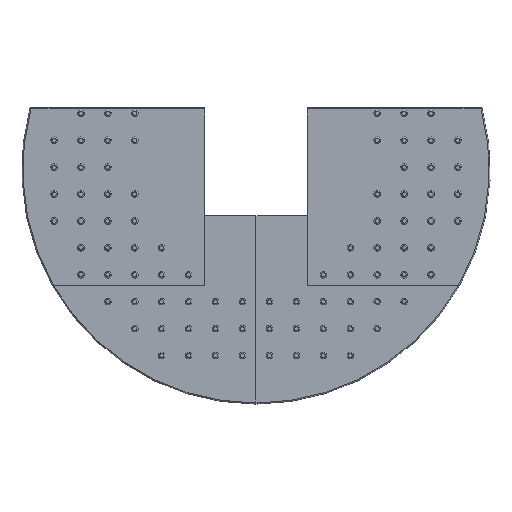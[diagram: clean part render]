
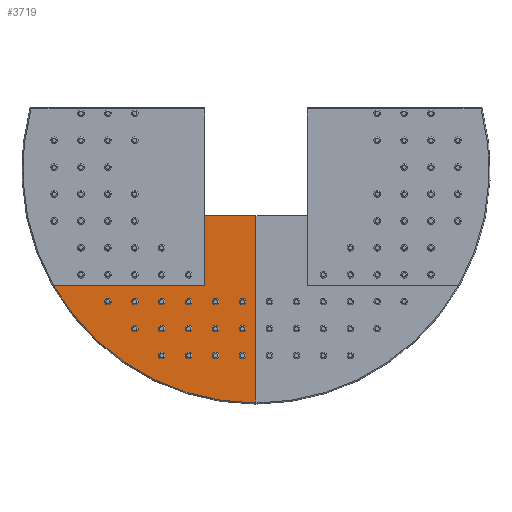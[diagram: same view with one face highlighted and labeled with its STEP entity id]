
A CAD part, top view. The second image highlights one B-rep face of the part: STEP entity #3719.
In plain terms, the highlighted planar face has unit normal (0, 0, 1).
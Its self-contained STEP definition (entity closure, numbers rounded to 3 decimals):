
#98=FACE_BOUND('',#1172,.T.);
#99=FACE_BOUND('',#1173,.T.);
#100=FACE_BOUND('',#1174,.T.);
#101=FACE_BOUND('',#1175,.T.);
#102=FACE_BOUND('',#1176,.T.);
#103=FACE_BOUND('',#1177,.T.);
#104=FACE_BOUND('',#1178,.T.);
#105=FACE_BOUND('',#1179,.T.);
#106=FACE_BOUND('',#1180,.T.);
#107=FACE_BOUND('',#1181,.T.);
#108=FACE_BOUND('',#1182,.T.);
#109=FACE_BOUND('',#1183,.T.);
#110=FACE_BOUND('',#1184,.T.);
#111=FACE_BOUND('',#1185,.T.);
#112=FACE_BOUND('',#1186,.T.);
#232=LINE('',#6823,#365);
#234=LINE('',#6837,#367);
#237=LINE('',#6842,#370);
#238=LINE('',#6845,#371);
#365=VECTOR('',#5620,10.);
#367=VECTOR('',#5624,10.);
#370=VECTOR('',#5629,10.);
#371=VECTOR('',#5632,10.);
#575=PLANE('',#4349);
#829=FACE_OUTER_BOUND('',#1171,.T.);
#1171=EDGE_LOOP('',(#3184,#3185,#3186,#3187,#3188));
#1172=EDGE_LOOP('',(#3189));
#1173=EDGE_LOOP('',(#3190));
#1174=EDGE_LOOP('',(#3191));
#1175=EDGE_LOOP('',(#3192));
#1176=EDGE_LOOP('',(#3193));
#1177=EDGE_LOOP('',(#3194));
#1178=EDGE_LOOP('',(#3195));
#1179=EDGE_LOOP('',(#3196));
#1180=EDGE_LOOP('',(#3197));
#1181=EDGE_LOOP('',(#3198));
#1182=EDGE_LOOP('',(#3199));
#1183=EDGE_LOOP('',(#3200));
#1184=EDGE_LOOP('',(#3201));
#1185=EDGE_LOOP('',(#3202));
#1186=EDGE_LOOP('',(#3203));
#1487=CIRCLE('',#4241,3.);
#1491=CIRCLE('',#4248,3.);
#1495=CIRCLE('',#4255,3.);
#1499=CIRCLE('',#4262,3.);
#1503=CIRCLE('',#4269,3.);
#1507=CIRCLE('',#4276,3.);
#1511=CIRCLE('',#4283,3.);
#1515=CIRCLE('',#4290,3.);
#1519=CIRCLE('',#4297,3.);
#1523=CIRCLE('',#4304,3.);
#1527=CIRCLE('',#4311,3.);
#1531=CIRCLE('',#4318,3.);
#1535=CIRCLE('',#4325,3.);
#1539=CIRCLE('',#4332,3.);
#1543=CIRCLE('',#4339,3.);
#1547=CIRCLE('',#4350,216.5);
#1802=VERTEX_POINT('',#6644);
#1805=VERTEX_POINT('',#6655);
#1808=VERTEX_POINT('',#6666);
#1811=VERTEX_POINT('',#6677);
#1814=VERTEX_POINT('',#6688);
#1817=VERTEX_POINT('',#6699);
#1820=VERTEX_POINT('',#6710);
#1823=VERTEX_POINT('',#6721);
#1826=VERTEX_POINT('',#6732);
#1829=VERTEX_POINT('',#6743);
#1832=VERTEX_POINT('',#6754);
#1835=VERTEX_POINT('',#6765);
#1838=VERTEX_POINT('',#6776);
#1841=VERTEX_POINT('',#6787);
#1844=VERTEX_POINT('',#6798);
#1852=VERTEX_POINT('',#6821);
#1853=VERTEX_POINT('',#6822);
#1854=VERTEX_POINT('',#6836);
#1855=VERTEX_POINT('',#6840);
#1856=VERTEX_POINT('',#6844);
#2226=EDGE_CURVE('',#1802,#1802,#1487,.T.);
#2231=EDGE_CURVE('',#1805,#1805,#1491,.T.);
#2236=EDGE_CURVE('',#1808,#1808,#1495,.T.);
#2241=EDGE_CURVE('',#1811,#1811,#1499,.T.);
#2246=EDGE_CURVE('',#1814,#1814,#1503,.T.);
#2251=EDGE_CURVE('',#1817,#1817,#1507,.T.);
#2256=EDGE_CURVE('',#1820,#1820,#1511,.T.);
#2261=EDGE_CURVE('',#1823,#1823,#1515,.T.);
#2266=EDGE_CURVE('',#1826,#1826,#1519,.T.);
#2271=EDGE_CURVE('',#1829,#1829,#1523,.T.);
#2276=EDGE_CURVE('',#1832,#1832,#1527,.T.);
#2281=EDGE_CURVE('',#1835,#1835,#1531,.T.);
#2286=EDGE_CURVE('',#1838,#1838,#1535,.T.);
#2291=EDGE_CURVE('',#1841,#1841,#1539,.T.);
#2296=EDGE_CURVE('',#1844,#1844,#1543,.T.);
#2306=EDGE_CURVE('',#1852,#1853,#232,.T.);
#2309=EDGE_CURVE('',#1854,#1852,#234,.T.);
#2312=EDGE_CURVE('',#1855,#1854,#237,.T.);
#2313=EDGE_CURVE('',#1855,#1856,#238,.T.);
#2314=EDGE_CURVE('',#1856,#1853,#1547,.T.);
#3184=ORIENTED_EDGE('',*,*,#2313,.F.);
#3185=ORIENTED_EDGE('',*,*,#2312,.T.);
#3186=ORIENTED_EDGE('',*,*,#2309,.T.);
#3187=ORIENTED_EDGE('',*,*,#2306,.T.);
#3188=ORIENTED_EDGE('',*,*,#2314,.F.);
#3189=ORIENTED_EDGE('',*,*,#2286,.F.);
#3190=ORIENTED_EDGE('',*,*,#2246,.F.);
#3191=ORIENTED_EDGE('',*,*,#2271,.F.);
#3192=ORIENTED_EDGE('',*,*,#2231,.F.);
#3193=ORIENTED_EDGE('',*,*,#2276,.F.);
#3194=ORIENTED_EDGE('',*,*,#2296,.F.);
#3195=ORIENTED_EDGE('',*,*,#2226,.F.);
#3196=ORIENTED_EDGE('',*,*,#2291,.F.);
#3197=ORIENTED_EDGE('',*,*,#2266,.F.);
#3198=ORIENTED_EDGE('',*,*,#2261,.F.);
#3199=ORIENTED_EDGE('',*,*,#2241,.F.);
#3200=ORIENTED_EDGE('',*,*,#2256,.F.);
#3201=ORIENTED_EDGE('',*,*,#2236,.F.);
#3202=ORIENTED_EDGE('',*,*,#2281,.F.);
#3203=ORIENTED_EDGE('',*,*,#2251,.F.);
#3719=ADVANCED_FACE('',(#829,#98,#99,#100,#101,#102,#103,#104,#105,#106,
#107,#108,#109,#110,#111,#112),#575,.T.);
#4241=AXIS2_PLACEMENT_3D('',#6646,#5388,#5389);
#4248=AXIS2_PLACEMENT_3D('',#6657,#5403,#5404);
#4255=AXIS2_PLACEMENT_3D('',#6668,#5418,#5419);
#4262=AXIS2_PLACEMENT_3D('',#6679,#5433,#5434);
#4269=AXIS2_PLACEMENT_3D('',#6690,#5448,#5449);
#4276=AXIS2_PLACEMENT_3D('',#6701,#5463,#5464);
#4283=AXIS2_PLACEMENT_3D('',#6712,#5478,#5479);
#4290=AXIS2_PLACEMENT_3D('',#6723,#5493,#5494);
#4297=AXIS2_PLACEMENT_3D('',#6734,#5508,#5509);
#4304=AXIS2_PLACEMENT_3D('',#6745,#5523,#5524);
#4311=AXIS2_PLACEMENT_3D('',#6756,#5538,#5539);
#4318=AXIS2_PLACEMENT_3D('',#6767,#5553,#5554);
#4325=AXIS2_PLACEMENT_3D('',#6778,#5568,#5569);
#4332=AXIS2_PLACEMENT_3D('',#6789,#5583,#5584);
#4339=AXIS2_PLACEMENT_3D('',#6800,#5598,#5599);
#4349=AXIS2_PLACEMENT_3D('',#6843,#5630,#5631);
#4350=AXIS2_PLACEMENT_3D('',#6846,#5633,#5634);
#5388=DIRECTION('center_axis',(0.,0.,1.));
#5389=DIRECTION('ref_axis',(1.,0.,0.));
#5403=DIRECTION('center_axis',(0.,0.,1.));
#5404=DIRECTION('ref_axis',(1.,0.,0.));
#5418=DIRECTION('center_axis',(0.,0.,1.));
#5419=DIRECTION('ref_axis',(1.,0.,0.));
#5433=DIRECTION('center_axis',(0.,0.,1.));
#5434=DIRECTION('ref_axis',(1.,0.,0.));
#5448=DIRECTION('center_axis',(0.,0.,1.));
#5449=DIRECTION('ref_axis',(1.,0.,0.));
#5463=DIRECTION('center_axis',(0.,0.,1.));
#5464=DIRECTION('ref_axis',(1.,0.,0.));
#5478=DIRECTION('center_axis',(0.,0.,1.));
#5479=DIRECTION('ref_axis',(1.,0.,0.));
#5493=DIRECTION('center_axis',(0.,0.,1.));
#5494=DIRECTION('ref_axis',(1.,0.,0.));
#5508=DIRECTION('center_axis',(0.,0.,1.));
#5509=DIRECTION('ref_axis',(1.,0.,0.));
#5523=DIRECTION('center_axis',(0.,0.,1.));
#5524=DIRECTION('ref_axis',(1.,0.,0.));
#5538=DIRECTION('center_axis',(0.,0.,1.));
#5539=DIRECTION('ref_axis',(1.,0.,0.));
#5553=DIRECTION('center_axis',(0.,0.,1.));
#5554=DIRECTION('ref_axis',(1.,0.,0.));
#5568=DIRECTION('center_axis',(0.,0.,1.));
#5569=DIRECTION('ref_axis',(1.,0.,0.));
#5583=DIRECTION('center_axis',(0.,0.,1.));
#5584=DIRECTION('ref_axis',(1.,0.,0.));
#5598=DIRECTION('center_axis',(0.,0.,1.));
#5599=DIRECTION('ref_axis',(1.,0.,0.));
#5620=DIRECTION('',(-1.,0.,0.));
#5624=DIRECTION('',(0.,-1.,0.));
#5629=DIRECTION('',(-1.,0.,0.));
#5630=DIRECTION('center_axis',(0.,0.,1.));
#5631=DIRECTION('ref_axis',(1.,0.,0.));
#5632=DIRECTION('',(0.,-1.,0.));
#5633=DIRECTION('center_axis',(0.,0.,-1.));
#5634=DIRECTION('ref_axis',(0.503,-0.864,0.));
#6644=CARTESIAN_POINT('',(-43.,-105.,5.));
#6646=CARTESIAN_POINT('Origin',(-40.,-105.,5.));
#6655=CARTESIAN_POINT('',(32.,-105.,5.));
#6657=CARTESIAN_POINT('Origin',(35.,-105.,5.));
#6666=CARTESIAN_POINT('',(7.,-80.,5.));
#6668=CARTESIAN_POINT('Origin',(10.,-80.,5.));
#6677=CARTESIAN_POINT('',(-18.,-130.,5.));
#6679=CARTESIAN_POINT('Origin',(-15.,-130.,5.));
#6688=CARTESIAN_POINT('',(-68.,-105.,5.));
#6690=CARTESIAN_POINT('Origin',(-65.,-105.,5.));
#6699=CARTESIAN_POINT('',(-18.,-105.,5.));
#6701=CARTESIAN_POINT('Origin',(-15.,-105.,5.));
#6710=CARTESIAN_POINT('',(7.,-130.,5.));
#6712=CARTESIAN_POINT('Origin',(10.,-130.,5.));
#6721=CARTESIAN_POINT('',(7.,-105.,5.));
#6723=CARTESIAN_POINT('Origin',(10.,-105.,5.));
#6732=CARTESIAN_POINT('',(-68.,-80.,5.));
#6734=CARTESIAN_POINT('Origin',(-65.,-80.,5.));
#6743=CARTESIAN_POINT('',(-18.,-80.,5.));
#6745=CARTESIAN_POINT('Origin',(-15.,-80.,5.));
#6754=CARTESIAN_POINT('',(32.,-80.,5.));
#6756=CARTESIAN_POINT('Origin',(35.,-80.,5.));
#6765=CARTESIAN_POINT('',(-43.,-130.,5.));
#6767=CARTESIAN_POINT('Origin',(-40.,-130.,5.));
#6776=CARTESIAN_POINT('',(32.,-130.,5.));
#6778=CARTESIAN_POINT('Origin',(35.,-130.,5.));
#6787=CARTESIAN_POINT('',(-43.,-80.,5.));
#6789=CARTESIAN_POINT('Origin',(-40.,-80.,5.));
#6798=CARTESIAN_POINT('',(-93.,-80.,5.));
#6800=CARTESIAN_POINT('Origin',(-90.,-80.,5.));
#6821=CARTESIAN_POINT('',(0.,-64.971,5.));
#6822=CARTESIAN_POINT('',(-140.442,-64.971,5.));
#6823=CARTESIAN_POINT('',(7.328,-64.971,5.));
#6836=CARTESIAN_POINT('',(0.,0.,5.));
#6837=CARTESIAN_POINT('',(0.,-51.235,5.));
#6840=CARTESIAN_POINT('',(47.5,0.,5.));
#6842=CARTESIAN_POINT('',(47.5,0.,5.));
#6843=CARTESIAN_POINT('Origin',(156.25,-37.5,5.));
#6844=CARTESIAN_POINT('',(47.5,-174.,5.));
#6845=CARTESIAN_POINT('',(47.5,-106.25,5.));
#6846=CARTESIAN_POINT('Origin',(47.5,42.5,5.));
